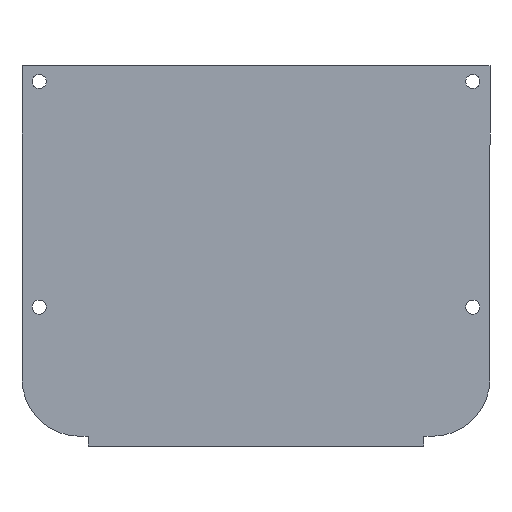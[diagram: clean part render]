
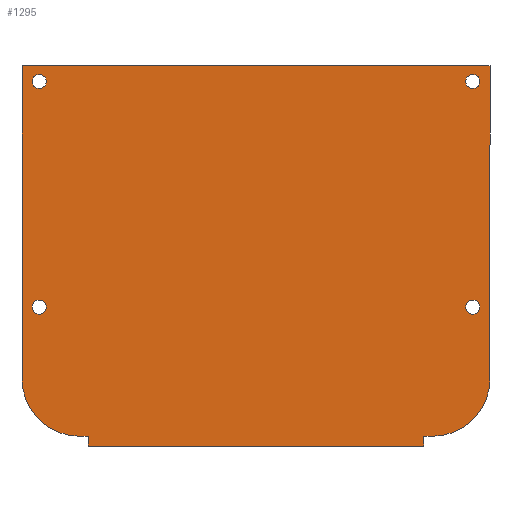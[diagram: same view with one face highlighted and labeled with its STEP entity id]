
A CAD part, front view. The second image highlights one B-rep face of the part: STEP entity #1295.
In plain terms, the highlighted face is planar.
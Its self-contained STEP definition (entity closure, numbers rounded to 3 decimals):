
#19=FACE_BOUND('',#134,.T.);
#20=FACE_BOUND('',#135,.T.);
#21=FACE_BOUND('',#136,.T.);
#22=FACE_BOUND('',#137,.T.);
#36=CIRCLE('',#1382,13.);
#37=CIRCLE('',#1386,13.);
#38=CIRCLE('',#1387,1.6);
#39=CIRCLE('',#1388,1.6);
#40=CIRCLE('',#1389,1.6);
#41=CIRCLE('',#1390,1.6);
#60=FACE_OUTER_BOUND('',#133,.T.);
#133=EDGE_LOOP('',(#877,#878,#879,#880,#881,#882,#883,#884,#885,#886));
#134=EDGE_LOOP('',(#887));
#135=EDGE_LOOP('',(#888));
#136=EDGE_LOOP('',(#889));
#137=EDGE_LOOP('',(#890));
#229=LINE('',#1848,#398);
#231=LINE('',#1852,#400);
#232=LINE('',#1854,#401);
#233=LINE('',#1856,#402);
#234=LINE('',#1860,#403);
#235=LINE('',#1862,#404);
#236=LINE('',#1864,#405);
#237=LINE('',#1865,#406);
#398=VECTOR('',#1494,1.);
#400=VECTOR('',#1498,10.);
#401=VECTOR('',#1499,10.);
#402=VECTOR('',#1500,10.);
#403=VECTOR('',#1503,1.);
#404=VECTOR('',#1504,1.);
#405=VECTOR('',#1505,1.);
#406=VECTOR('',#1506,1.);
#563=VERTEX_POINT('',#1833);
#564=VERTEX_POINT('',#1835);
#568=VERTEX_POINT('',#1847);
#569=VERTEX_POINT('',#1851);
#570=VERTEX_POINT('',#1853);
#571=VERTEX_POINT('',#1855);
#572=VERTEX_POINT('',#1857);
#573=VERTEX_POINT('',#1859);
#574=VERTEX_POINT('',#1861);
#575=VERTEX_POINT('',#1863);
#576=VERTEX_POINT('',#1866);
#577=VERTEX_POINT('',#1868);
#578=VERTEX_POINT('',#1870);
#579=VERTEX_POINT('',#1872);
#683=EDGE_CURVE('',#563,#564,#36,.T.);
#689=EDGE_CURVE('',#568,#564,#229,.T.);
#691=EDGE_CURVE('',#569,#563,#231,.F.);
#692=EDGE_CURVE('',#570,#569,#232,.F.);
#693=EDGE_CURVE('',#570,#571,#233,.F.);
#694=EDGE_CURVE('',#572,#571,#37,.T.);
#695=EDGE_CURVE('',#573,#572,#234,.T.);
#696=EDGE_CURVE('',#574,#573,#235,.T.);
#697=EDGE_CURVE('',#575,#574,#236,.T.);
#698=EDGE_CURVE('',#575,#568,#237,.T.);
#699=EDGE_CURVE('',#576,#576,#38,.T.);
#700=EDGE_CURVE('',#577,#577,#39,.T.);
#701=EDGE_CURVE('',#578,#578,#40,.T.);
#702=EDGE_CURVE('',#579,#579,#41,.T.);
#877=ORIENTED_EDGE('',*,*,#683,.F.);
#878=ORIENTED_EDGE('',*,*,#691,.F.);
#879=ORIENTED_EDGE('',*,*,#692,.F.);
#880=ORIENTED_EDGE('',*,*,#693,.T.);
#881=ORIENTED_EDGE('',*,*,#694,.F.);
#882=ORIENTED_EDGE('',*,*,#695,.F.);
#883=ORIENTED_EDGE('',*,*,#696,.F.);
#884=ORIENTED_EDGE('',*,*,#697,.F.);
#885=ORIENTED_EDGE('',*,*,#698,.T.);
#886=ORIENTED_EDGE('',*,*,#689,.T.);
#887=ORIENTED_EDGE('',*,*,#699,.F.);
#888=ORIENTED_EDGE('',*,*,#700,.F.);
#889=ORIENTED_EDGE('',*,*,#701,.F.);
#890=ORIENTED_EDGE('',*,*,#702,.F.);
#1228=PLANE('',#1385);
#1295=ADVANCED_FACE('',(#60,#19,#20,#21,#22),#1228,.F.);
#1382=AXIS2_PLACEMENT_3D('',#1836,#1483,#1484);
#1385=AXIS2_PLACEMENT_3D('',#1850,#1496,#1497);
#1386=AXIS2_PLACEMENT_3D('',#1858,#1501,#1502);
#1387=AXIS2_PLACEMENT_3D('',#1867,#1507,#1508);
#1388=AXIS2_PLACEMENT_3D('',#1869,#1509,#1510);
#1389=AXIS2_PLACEMENT_3D('',#1871,#1511,#1512);
#1390=AXIS2_PLACEMENT_3D('',#1873,#1513,#1514);
#1483=DIRECTION('center_axis',(0.,0.,-1.));
#1484=DIRECTION('ref_axis',(0.707,-0.707,0.));
#1494=DIRECTION('',(1.,0.,0.));
#1496=DIRECTION('center_axis',(0.,0.,-1.));
#1497=DIRECTION('ref_axis',(0.,1.,0.));
#1498=DIRECTION('',(0.,1.,0.));
#1499=DIRECTION('',(-1.,0.,0.));
#1500=DIRECTION('',(0.,1.,0.));
#1501=DIRECTION('center_axis',(0.,0.,-1.));
#1502=DIRECTION('ref_axis',(-0.707,-0.707,0.));
#1503=DIRECTION('',(-1.,0.,0.));
#1504=DIRECTION('',(0.,1.,0.));
#1505=DIRECTION('',(-1.,0.,0.));
#1506=DIRECTION('',(0.,1.,0.));
#1507=DIRECTION('center_axis',(0.,0.,1.));
#1508=DIRECTION('ref_axis',(1.,0.,0.));
#1509=DIRECTION('center_axis',(0.,0.,1.));
#1510=DIRECTION('ref_axis',(1.,0.,0.));
#1511=DIRECTION('center_axis',(0.,0.,1.));
#1512=DIRECTION('ref_axis',(1.,0.,0.));
#1513=DIRECTION('center_axis',(0.,0.,1.));
#1514=DIRECTION('ref_axis',(1.,0.,0.));
#1833=CARTESIAN_POINT('',(52.904,-35.187,1.692));
#1835=CARTESIAN_POINT('',(39.904,-48.187,1.692));
#1836=CARTESIAN_POINT('Origin',(39.904,-35.187,1.692));
#1847=CARTESIAN_POINT('',(37.894,-48.187,1.692));
#1848=CARTESIAN_POINT('',(37.894,-48.187,1.692));
#1850=CARTESIAN_POINT('Origin',(66.7,-33.45,1.692));
#1851=CARTESIAN_POINT('',(52.904,35.555,1.692));
#1852=CARTESIAN_POINT('',(52.904,-34.318,1.692));
#1853=CARTESIAN_POINT('',(-52.904,35.555,1.692));
#1854=CARTESIAN_POINT('',(62.302,35.555,1.692));
#1855=CARTESIAN_POINT('',(-52.904,-35.187,1.692));
#1856=CARTESIAN_POINT('',(-52.904,2.552,1.692));
#1857=CARTESIAN_POINT('',(-39.904,-48.187,1.692));
#1858=CARTESIAN_POINT('Origin',(-39.904,-35.187,1.692));
#1859=CARTESIAN_POINT('',(-37.894,-48.187,1.692));
#1860=CARTESIAN_POINT('',(-37.894,-48.187,1.692));
#1861=CARTESIAN_POINT('',(-37.894,-50.445,1.692));
#1862=CARTESIAN_POINT('',(-37.894,-54.,1.692));
#1863=CARTESIAN_POINT('',(37.894,-50.445,1.692));
#1864=CARTESIAN_POINT('',(57.3,-50.445,1.692));
#1865=CARTESIAN_POINT('',(37.894,-54.,1.692));
#1866=CARTESIAN_POINT('',(-50.6,32.,1.692));
#1867=CARTESIAN_POINT('Origin',(-49.,32.,1.692));
#1868=CARTESIAN_POINT('',(47.4,32.,1.692));
#1869=CARTESIAN_POINT('Origin',(49.,32.,1.692));
#1870=CARTESIAN_POINT('',(-50.6,-19.,1.692));
#1871=CARTESIAN_POINT('Origin',(-49.,-19.,1.692));
#1872=CARTESIAN_POINT('',(47.4,-19.,1.692));
#1873=CARTESIAN_POINT('Origin',(49.,-19.,1.692));
